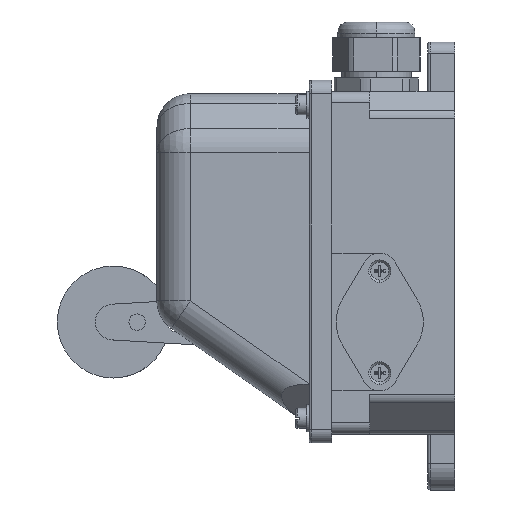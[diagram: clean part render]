
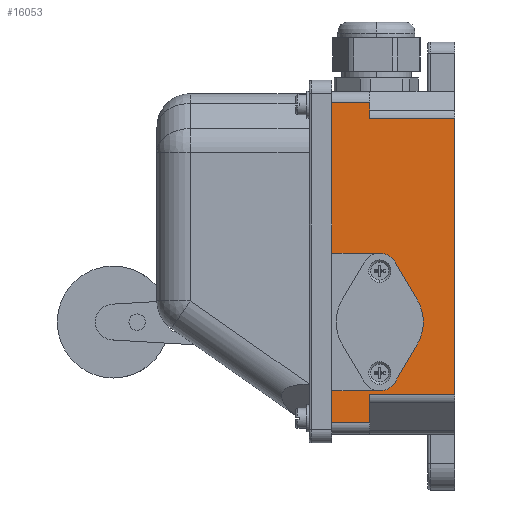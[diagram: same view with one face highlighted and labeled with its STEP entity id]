
A CAD part, left-side view. The second image highlights one B-rep face of the part: STEP entity #16053.
In plain terms, the highlighted planar face has unit normal (-1, 0, 0).
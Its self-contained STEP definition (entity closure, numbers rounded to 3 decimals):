
#11 = AXIS2_PLACEMENT_3D ( 'NONE', #8456, #502, #9786 ) ;
#59 = CARTESIAN_POINT ( 'NONE',  ( -48., 16.675, -9.857 ) ) ;
#84 = CARTESIAN_POINT ( 'NONE',  ( -48., 12., 30.75 ) ) ;
#98 = CARTESIAN_POINT ( 'NONE',  ( -48., 55., -32.429 ) ) ;
#295 = VECTOR ( 'NONE', #7891, 1000. ) ;
#364 = EDGE_CURVE ( 'NONE', #5342, #3902, #10488, .T. ) ;
#502 = DIRECTION ( 'NONE',  ( -1., 0., 0. ) ) ;
#913 = EDGE_CURVE ( 'NONE', #1385, #11566, #11672, .T. ) ;
#947 = ORIENTED_EDGE ( 'NONE', *, *, #3577, .F. ) ;
#1380 = ORIENTED_EDGE ( 'NONE', *, *, #9258, .T. ) ;
#1385 = VERTEX_POINT ( 'NONE', #2789 ) ;
#1488 = EDGE_CURVE ( 'NONE', #13442, #9661, #13984, .T. ) ;
#1525 = DIRECTION ( 'NONE',  ( 0., 0., 1. ) ) ;
#1647 = DIRECTION ( 'NONE',  ( 0., 0., 1. ) ) ;
#1726 = ORIENTED_EDGE ( 'NONE', *, *, #13422, .F. ) ;
#1752 = DIRECTION ( 'NONE',  ( 0., -1., 0. ) ) ;
#1764 = LINE ( 'NONE', #14551, #6109 ) ;
#1823 = CARTESIAN_POINT ( 'NONE',  ( -48., 38., -45. ) ) ;
#1844 = DIRECTION ( 'NONE',  ( 0., -1., 0. ) ) ;
#2353 = ORIENTED_EDGE ( 'NONE', *, *, #12518, .F. ) ;
#2408 = VERTEX_POINT ( 'NONE', #8546 ) ;
#2426 = VERTEX_POINT ( 'NONE', #12616 ) ;
#2530 = FACE_OUTER_BOUND ( 'NONE', #11942, .T. ) ;
#2729 = DIRECTION ( 'NONE',  ( 0., 0., 1. ) ) ;
#2789 = CARTESIAN_POINT ( 'NONE',  ( -48., 55., -45. ) ) ;
#2991 = ORIENTED_EDGE ( 'NONE', *, *, #1488, .F. ) ;
#3012 = VERTEX_POINT ( 'NONE', #59 ) ;
#3083 = AXIS2_PLACEMENT_3D ( 'NONE', #13878, #5857, #15204 ) ;
#3090 = LINE ( 'NONE', #9576, #10591 ) ;
#3108 = DIRECTION ( 'NONE',  ( 0., 0., 1. ) ) ;
#3179 = ORIENTED_EDGE ( 'NONE', *, *, #11626, .F. ) ;
#3426 = VERTEX_POINT ( 'NONE', #14488 ) ;
#3462 = ORIENTED_EDGE ( 'NONE', *, *, #913, .F. ) ;
#3577 = EDGE_CURVE ( 'NONE', #11566, #16569, #6377, .T. ) ;
#3738 = CARTESIAN_POINT ( 'NONE',  ( -48., 55., -30.75 ) ) ;
#3743 = VECTOR ( 'NONE', #16465, 1000. ) ;
#3902 = VERTEX_POINT ( 'NONE', #4898 ) ;
#4010 = ORIENTED_EDGE ( 'NONE', *, *, #14647, .F. ) ;
#4127 = ORIENTED_EDGE ( 'NONE', *, *, #8355, .F. ) ;
#4231 = VECTOR ( 'NONE', #3108, 1000. ) ;
#4647 = ORIENTED_EDGE ( 'NONE', *, *, #14096, .F. ) ;
#4679 = CARTESIAN_POINT ( 'NONE',  ( -48., 12., -32.429 ) ) ;
#4705 = AXIS2_PLACEMENT_3D ( 'NONE', #13950, #15255, #7261 ) ;
#4898 = CARTESIAN_POINT ( 'NONE',  ( -48., 55., 98. ) ) ;
#4932 = CARTESIAN_POINT ( 'NONE',  ( -48., 16.675, -9.857 ) ) ;
#4980 = CARTESIAN_POINT ( 'NONE',  ( -48., 26.597, -26.794 ) ) ;
#5342 = VERTEX_POINT ( 'NONE', #16884 ) ;
#5343 = VECTOR ( 'NONE', #1844, 1000. ) ;
#5377 = EDGE_CURVE ( 'NONE', #16569, #13038, #9986, .T. ) ;
#5543 = DIRECTION ( 'NONE',  ( 0., -1., 0. ) ) ;
#5674 = CARTESIAN_POINT ( 'NONE',  ( -48., 54.9, -30.75 ) ) ;
#5757 = LINE ( 'NONE', #9699, #11389 ) ;
#5852 = ORIENTED_EDGE ( 'NONE', *, *, #5377, .F. ) ;
#5857 = DIRECTION ( 'NONE',  ( -1., 0., 0. ) ) ;
#5954 = VECTOR ( 'NONE', #5543, 1000. ) ;
#6033 = VECTOR ( 'NONE', #13064, 1000. ) ;
#6109 = VECTOR ( 'NONE', #6531, 1000. ) ;
#6367 = CARTESIAN_POINT ( 'NONE',  ( -48., 33.5, 30.75 ) ) ;
#6377 = LINE ( 'NONE', #12187, #5954 ) ;
#6436 = CIRCLE ( 'NONE', #11, 8. ) ;
#6531 = DIRECTION ( 'NONE',  ( 0., 0.505, 0.863 ) ) ;
#6588 = EDGE_CURVE ( 'NONE', #2426, #5342, #3090, .T. ) ;
#6650 = DIRECTION ( 'NONE',  ( -1., 0., 0. ) ) ;
#6806 = LINE ( 'NONE', #4932, #13509 ) ;
#7129 = CARTESIAN_POINT ( 'NONE',  ( -48., 55., 30.75 ) ) ;
#7136 = EDGE_CURVE ( 'NONE', #13038, #13385, #6436, .T. ) ;
#7261 = DIRECTION ( 'NONE',  ( 0., 0., -1. ) ) ;
#7709 = CARTESIAN_POINT ( 'NONE',  ( -48., 54.9, 30.75 ) ) ;
#7759 = LINE ( 'NONE', #15057, #4231 ) ;
#7802 = ORIENTED_EDGE ( 'NONE', *, *, #11959, .T. ) ;
#7891 = DIRECTION ( 'NONE',  ( 0., 1., 0. ) ) ;
#8054 = DIRECTION ( 'NONE',  ( 0., 1., 0. ) ) ;
#8355 = EDGE_CURVE ( 'NONE', #2426, #11586, #5757, .T. ) ;
#8456 = CARTESIAN_POINT ( 'NONE',  ( -48., 33.5, -22.75 ) ) ;
#8546 = CARTESIAN_POINT ( 'NONE',  ( -48., 16.675, 9.857 ) ) ;
#8859 = LINE ( 'NONE', #4679, #5343 ) ;
#8966 = LINE ( 'NONE', #1823, #12543 ) ;
#9258 = EDGE_CURVE ( 'NONE', #9899, #11586, #10508, .T. ) ;
#9344 = CARTESIAN_POINT ( 'NONE',  ( -48., 33.5, -30.75 ) ) ;
#9394 = CARTESIAN_POINT ( 'NONE',  ( -48., 38., -32.429 ) ) ;
#9576 = CARTESIAN_POINT ( 'NONE',  ( -48., 38., 98. ) ) ;
#9661 = VERTEX_POINT ( 'NONE', #7709 ) ;
#9699 = CARTESIAN_POINT ( 'NONE',  ( -48., 12., 90.929 ) ) ;
#9786 = DIRECTION ( 'NONE',  ( 0., 0., -1. ) ) ;
#9899 = VERTEX_POINT ( 'NONE', #13625 ) ;
#9978 = CIRCLE ( 'NONE', #16521, 8. ) ;
#9986 = LINE ( 'NONE', #3738, #6033 ) ;
#10098 = VERTEX_POINT ( 'NONE', #15410 ) ;
#10488 = LINE ( 'NONE', #15870, #295 ) ;
#10508 = LINE ( 'NONE', #13537, #16769 ) ;
#10591 = VECTOR ( 'NONE', #1647, 1000. ) ;
#11100 = DIRECTION ( 'NONE',  ( 0., 1., 0. ) ) ;
#11389 = VECTOR ( 'NONE', #1752, 1000. ) ;
#11566 = VERTEX_POINT ( 'NONE', #12908 ) ;
#11586 = VERTEX_POINT ( 'NONE', #14248 ) ;
#11626 = EDGE_CURVE ( 'NONE', #13385, #3012, #6806, .T. ) ;
#11672 = LINE ( 'NONE', #98, #15226 ) ;
#11942 = EDGE_LOOP ( 'NONE', ( #2991, #12045, #1726, #2353, #3179, #14083, #5852, #947, #3462, #4010, #14792, #7802, #1380, #4127, #13512, #14027, #14038, #4647 ) ) ;
#11959 = EDGE_CURVE ( 'NONE', #13056, #9899, #8859, .T. ) ;
#12045 = ORIENTED_EDGE ( 'NONE', *, *, #16970, .F. ) ;
#12118 = VECTOR ( 'NONE', #2729, 1000. ) ;
#12187 = CARTESIAN_POINT ( 'NONE',  ( -48., 55., -30.75 ) ) ;
#12518 = EDGE_CURVE ( 'NONE', #3012, #2408, #16981, .T. ) ;
#12543 = VECTOR ( 'NONE', #11100, 1000. ) ;
#12559 = LINE ( 'NONE', #84, #16097 ) ;
#12580 = PLANE ( 'NONE',  #4705 ) ;
#12616 = CARTESIAN_POINT ( 'NONE',  ( -48., 38., 90.929 ) ) ;
#12908 = CARTESIAN_POINT ( 'NONE',  ( -48., 55., -30.75 ) ) ;
#13038 = VERTEX_POINT ( 'NONE', #9344 ) ;
#13056 = VERTEX_POINT ( 'NONE', #9394 ) ;
#13064 = DIRECTION ( 'NONE',  ( 0., -1., 0. ) ) ;
#13385 = VERTEX_POINT ( 'NONE', #4980 ) ;
#13422 = EDGE_CURVE ( 'NONE', #2408, #3426, #1764, .T. ) ;
#13438 = DIRECTION ( 'NONE',  ( 0., 0., 1. ) ) ;
#13442 = VERTEX_POINT ( 'NONE', #6367 ) ;
#13509 = VECTOR ( 'NONE', #14315, 1000. ) ;
#13512 = ORIENTED_EDGE ( 'NONE', *, *, #6588, .T. ) ;
#13537 = CARTESIAN_POINT ( 'NONE',  ( -48., 0., -32.429 ) ) ;
#13625 = CARTESIAN_POINT ( 'NONE',  ( -48., 0., -32.429 ) ) ;
#13767 = EDGE_CURVE ( 'NONE', #10098, #13056, #7759, .T. ) ;
#13878 = CARTESIAN_POINT ( 'NONE',  ( -48., 33.5, 0. ) ) ;
#13950 = CARTESIAN_POINT ( 'NONE',  ( -48., 12., -32.429 ) ) ;
#13984 = LINE ( 'NONE', #7129, #3743 ) ;
#14027 = ORIENTED_EDGE ( 'NONE', *, *, #364, .T. ) ;
#14038 = ORIENTED_EDGE ( 'NONE', *, *, #15855, .F. ) ;
#14083 = ORIENTED_EDGE ( 'NONE', *, *, #7136, .F. ) ;
#14096 = EDGE_CURVE ( 'NONE', #9661, #14517, #12559, .T. ) ;
#14248 = CARTESIAN_POINT ( 'NONE',  ( -48., 0., 90.929 ) ) ;
#14315 = DIRECTION ( 'NONE',  ( 0., -0.505, 0.863 ) ) ;
#14488 = CARTESIAN_POINT ( 'NONE',  ( -48., 26.597, 26.794 ) ) ;
#14517 = VERTEX_POINT ( 'NONE', #15795 ) ;
#14551 = CARTESIAN_POINT ( 'NONE',  ( -48., 16.675, 9.857 ) ) ;
#14647 = EDGE_CURVE ( 'NONE', #10098, #1385, #8966, .T. ) ;
#14655 = CARTESIAN_POINT ( 'NONE',  ( -48., 33.5, 22.75 ) ) ;
#14792 = ORIENTED_EDGE ( 'NONE', *, *, #13767, .T. ) ;
#15057 = CARTESIAN_POINT ( 'NONE',  ( -48., 38., -45. ) ) ;
#15204 = DIRECTION ( 'NONE',  ( 0., 0., 1. ) ) ;
#15226 = VECTOR ( 'NONE', #13438, 1000. ) ;
#15255 = DIRECTION ( 'NONE',  ( 1., 0., 0. ) ) ;
#15410 = CARTESIAN_POINT ( 'NONE',  ( -48., 38., -45. ) ) ;
#15795 = CARTESIAN_POINT ( 'NONE',  ( -48., 55., 30.75 ) ) ;
#15855 = EDGE_CURVE ( 'NONE', #14517, #3902, #16072, .T. ) ;
#15870 = CARTESIAN_POINT ( 'NONE',  ( -48., 38., 98. ) ) ;
#15989 = DIRECTION ( 'NONE',  ( 0., 0., 1. ) ) ;
#16053 = ADVANCED_FACE ( 'NONE', ( #2530 ), #12580, .F. ) ;
#16070 = CARTESIAN_POINT ( 'NONE',  ( -48., 55., -32.429 ) ) ;
#16072 = LINE ( 'NONE', #16070, #12118 ) ;
#16097 = VECTOR ( 'NONE', #8054, 1000. ) ;
#16465 = DIRECTION ( 'NONE',  ( 0., 1., 0. ) ) ;
#16521 = AXIS2_PLACEMENT_3D ( 'NONE', #14655, #6650, #15989 ) ;
#16569 = VERTEX_POINT ( 'NONE', #5674 ) ;
#16769 = VECTOR ( 'NONE', #1525, 1000. ) ;
#16884 = CARTESIAN_POINT ( 'NONE',  ( -48., 38., 98. ) ) ;
#16970 = EDGE_CURVE ( 'NONE', #3426, #13442, #9978, .T. ) ;
#16981 = CIRCLE ( 'NONE', #3083, 19.5 ) ;
